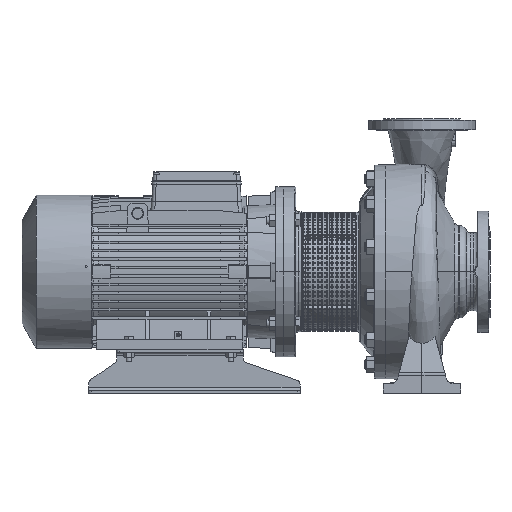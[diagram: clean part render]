
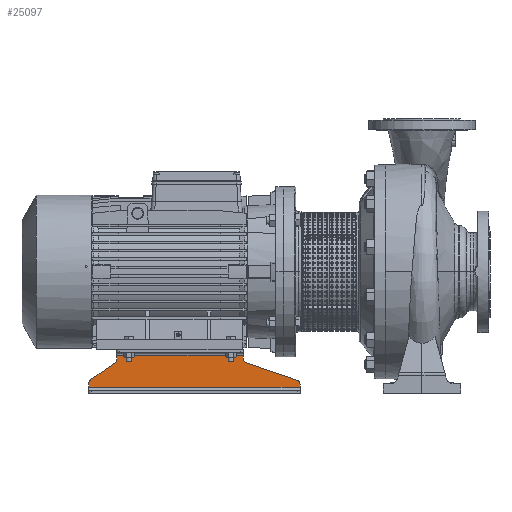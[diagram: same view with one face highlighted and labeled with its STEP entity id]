
A CAD part, front view. The second image highlights one B-rep face of the part: STEP entity #25097.
In plain terms, the highlighted face is planar.
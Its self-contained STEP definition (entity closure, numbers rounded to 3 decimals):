
#3323 = ORIENTED_EDGE ( 'NONE', *, *, #58543, .F. ) ;
#4126 = EDGE_CURVE ( 'NONE', #103713, #49052, #88154, .T. ) ;
#5535 = CARTESIAN_POINT ( 'NONE',  ( -435., 6., 0. ) ) ;
#8918 = VECTOR ( 'NONE', #133164, 1000. ) ;
#11689 = LINE ( 'NONE', #28290, #61621 ) ;
#11839 = LINE ( 'NONE', #71518, #181584 ) ;
#12762 = VERTEX_POINT ( 'NONE', #22970 ) ;
#13441 = AXIS2_PLACEMENT_3D ( 'NONE', #140938, #172254, #125305 ) ;
#17780 = LINE ( 'NONE', #81333, #31747 ) ;
#18281 = LINE ( 'NONE', #5535, #31089 ) ;
#22970 = CARTESIAN_POINT ( 'NONE',  ( -435., 6., 12. ) ) ;
#25097 = ADVANCED_FACE ( 'NONE', ( #59864 ), #105879, .F. ) ;
#28290 = CARTESIAN_POINT ( 'NONE',  ( -58., 6., 0. ) ) ;
#29140 = CARTESIAN_POINT ( 'NONE',  ( -435., 6., 17.851 ) ) ;
#31089 = VECTOR ( 'NONE', #151353, 1000. ) ;
#31747 = VECTOR ( 'NONE', #49092, 1000. ) ;
#31978 = ORIENTED_EDGE ( 'NONE', *, *, #33204, .F. ) ;
#33204 = EDGE_CURVE ( 'NONE', #49052, #120569, #118159, .T. ) ;
#36335 = ORIENTED_EDGE ( 'NONE', *, *, #166511, .F. ) ;
#39446 = VERTEX_POINT ( 'NONE', #174219 ) ;
#40924 = EDGE_CURVE ( 'NONE', #134949, #12762, #18281, .T. ) ;
#41413 = AXIS2_PLACEMENT_3D ( 'NONE', #43200, #74476, #132234 ) ;
#42925 = CARTESIAN_POINT ( 'NONE',  ( -428.235, 6., 27.313 ) ) ;
#43025 = ORIENTED_EDGE ( 'NONE', *, *, #4126, .F. ) ;
#43200 = CARTESIAN_POINT ( 'NONE',  ( -328., 6., 72.149 ) ) ;
#47681 = CIRCLE ( 'NONE', #41413, 10. ) ;
#48813 = ORIENTED_EDGE ( 'NONE', *, *, #81846, .F. ) ;
#49052 = VERTEX_POINT ( 'NONE', #107182 ) ;
#49092 = DIRECTION ( 'NONE',  ( -1., 0., 0. ) ) ;
#54552 = CARTESIAN_POINT ( 'NONE',  ( -425., 6., 17.851 ) ) ;
#57665 = AXIS2_PLACEMENT_3D ( 'NONE', #165524, #102053, #150830 ) ;
#58543 = EDGE_CURVE ( 'NONE', #179423, #131619, #109194, .T. ) ;
#59864 = FACE_OUTER_BOUND ( 'NONE', #173933, .T. ) ;
#61621 = VECTOR ( 'NONE', #116397, 1000. ) ;
#61773 = DIRECTION ( 'NONE',  ( 0., 0., 1. ) ) ;
#66074 = CARTESIAN_POINT ( 'NONE',  ( -324.765, 6., 62.687 ) ) ;
#71518 = CARTESIAN_POINT ( 'NONE',  ( -318., 6., 0. ) ) ;
#71580 = VERTEX_POINT ( 'NONE', #87087 ) ;
#71930 = DIRECTION ( 'NONE',  ( 0., 0., 1. ) ) ;
#74476 = DIRECTION ( 'NONE',  ( 0., 1., 0. ) ) ;
#76080 = EDGE_CURVE ( 'NONE', #157684, #71580, #11839, .T. ) ;
#76903 = DIRECTION ( 'NONE',  ( -0.946, 0., -0.323 ) ) ;
#80051 = EDGE_CURVE ( 'NONE', #84102, #157684, #17780, .T. ) ;
#81333 = CARTESIAN_POINT ( 'NONE',  ( -435., 6., 78. ) ) ;
#81846 = EDGE_CURVE ( 'NONE', #71580, #179423, #47681, .T. ) ;
#84102 = VERTEX_POINT ( 'NONE', #93566 ) ;
#85925 = ORIENTED_EDGE ( 'NONE', *, *, #80051, .F. ) ;
#86878 = ORIENTED_EDGE ( 'NONE', *, *, #148421, .F. ) ;
#87087 = CARTESIAN_POINT ( 'NONE',  ( -318., 6., 72.149 ) ) ;
#88154 = LINE ( 'NONE', #150674, #8918 ) ;
#88551 = DIRECTION ( 'NONE',  ( 0., 1., 0. ) ) ;
#93566 = CARTESIAN_POINT ( 'NONE',  ( -58., 6., 78. ) ) ;
#97814 = CIRCLE ( 'NONE', #13441, 10. ) ;
#102053 = DIRECTION ( 'NONE',  ( 0., -1., 0. ) ) ;
#103713 = VERTEX_POINT ( 'NONE', #149246 ) ;
#105879 = PLANE ( 'NONE',  #57665 ) ;
#106517 = ORIENTED_EDGE ( 'NONE', *, *, #76080, .F. ) ;
#107182 = CARTESIAN_POINT ( 'NONE',  ( -53.677, 6., 62.019 ) ) ;
#109194 = LINE ( 'NONE', #66074, #160576 ) ;
#110797 = EDGE_CURVE ( 'NONE', #161731, #103713, #97814, .T. ) ;
#111820 = LINE ( 'NONE', #188069, #175150 ) ;
#112356 = DIRECTION ( 'NONE',  ( 0., -1., 0. ) ) ;
#116397 = DIRECTION ( 'NONE',  ( 0., 0., 1. ) ) ;
#116494 = AXIS2_PLACEMENT_3D ( 'NONE', #54552, #112356, #173944 ) ;
#117400 = CARTESIAN_POINT ( 'NONE',  ( -324.765, 6., 62.687 ) ) ;
#118159 = CIRCLE ( 'NONE', #174427, 10. ) ;
#120507 = LINE ( 'NONE', #123405, #191359 ) ;
#120569 = VERTEX_POINT ( 'NONE', #176153 ) ;
#123370 = ORIENTED_EDGE ( 'NONE', *, *, #180562, .F. ) ;
#123405 = CARTESIAN_POINT ( 'NONE',  ( 0., 6., 0. ) ) ;
#125305 = DIRECTION ( 'NONE',  ( 0., 0., 1. ) ) ;
#131619 = VERTEX_POINT ( 'NONE', #42925 ) ;
#132234 = DIRECTION ( 'NONE',  ( 0., 0., 1. ) ) ;
#133164 = DIRECTION ( 'NONE',  ( -0.823, 0., 0.568 ) ) ;
#134949 = VERTEX_POINT ( 'NONE', #29140 ) ;
#136111 = CARTESIAN_POINT ( 'NONE',  ( -318., 6., 78. ) ) ;
#140938 = CARTESIAN_POINT ( 'NONE',  ( -10., 6., 19.749 ) ) ;
#148421 = EDGE_CURVE ( 'NONE', #12762, #39446, #111820, .T. ) ;
#149246 = CARTESIAN_POINT ( 'NONE',  ( -4.323, 6., 27.981 ) ) ;
#150674 = CARTESIAN_POINT ( 'NONE',  ( -4.323, 6., 27.981 ) ) ;
#150801 = CIRCLE ( 'NONE', #116494, 10. ) ;
#150830 = DIRECTION ( 'NONE',  ( 0., 0., -1. ) ) ;
#151353 = DIRECTION ( 'NONE',  ( 0., 0., -1. ) ) ;
#153872 = CARTESIAN_POINT ( 'NONE',  ( 0., 6., 19.749 ) ) ;
#156705 = DIRECTION ( 'NONE',  ( 0., 0., -1. ) ) ;
#157684 = VERTEX_POINT ( 'NONE', #136111 ) ;
#158041 = EDGE_CURVE ( 'NONE', #120569, #84102, #11689, .T. ) ;
#160576 = VECTOR ( 'NONE', #76903, 1000. ) ;
#161479 = ORIENTED_EDGE ( 'NONE', *, *, #158041, .F. ) ;
#161731 = VERTEX_POINT ( 'NONE', #153872 ) ;
#165524 = CARTESIAN_POINT ( 'NONE',  ( -435., 6., 0. ) ) ;
#166511 = EDGE_CURVE ( 'NONE', #131619, #134949, #150801, .T. ) ;
#171477 = DIRECTION ( 'NONE',  ( 1., 0., 0. ) ) ;
#172254 = DIRECTION ( 'NONE',  ( 0., -1., 0. ) ) ;
#173836 = ORIENTED_EDGE ( 'NONE', *, *, #40924, .F. ) ;
#173933 = EDGE_LOOP ( 'NONE', ( #191967, #123370, #86878, #173836, #36335, #3323, #48813, #106517, #85925, #161479, #31978, #43025 ) ) ;
#173944 = DIRECTION ( 'NONE',  ( 0., 0., -1. ) ) ;
#174219 = CARTESIAN_POINT ( 'NONE',  ( 0., 6., 12. ) ) ;
#174427 = AXIS2_PLACEMENT_3D ( 'NONE', #193235, #88551, #71930 ) ;
#175150 = VECTOR ( 'NONE', #171477, 1000. ) ;
#176153 = CARTESIAN_POINT ( 'NONE',  ( -58., 6., 70.251 ) ) ;
#179423 = VERTEX_POINT ( 'NONE', #117400 ) ;
#180562 = EDGE_CURVE ( 'NONE', #39446, #161731, #120507, .T. ) ;
#181584 = VECTOR ( 'NONE', #156705, 1000. ) ;
#188069 = CARTESIAN_POINT ( 'NONE',  ( -435., 6., 12. ) ) ;
#191359 = VECTOR ( 'NONE', #61773, 1000. ) ;
#191967 = ORIENTED_EDGE ( 'NONE', *, *, #110797, .F. ) ;
#193235 = CARTESIAN_POINT ( 'NONE',  ( -48., 6., 70.251 ) ) ;
